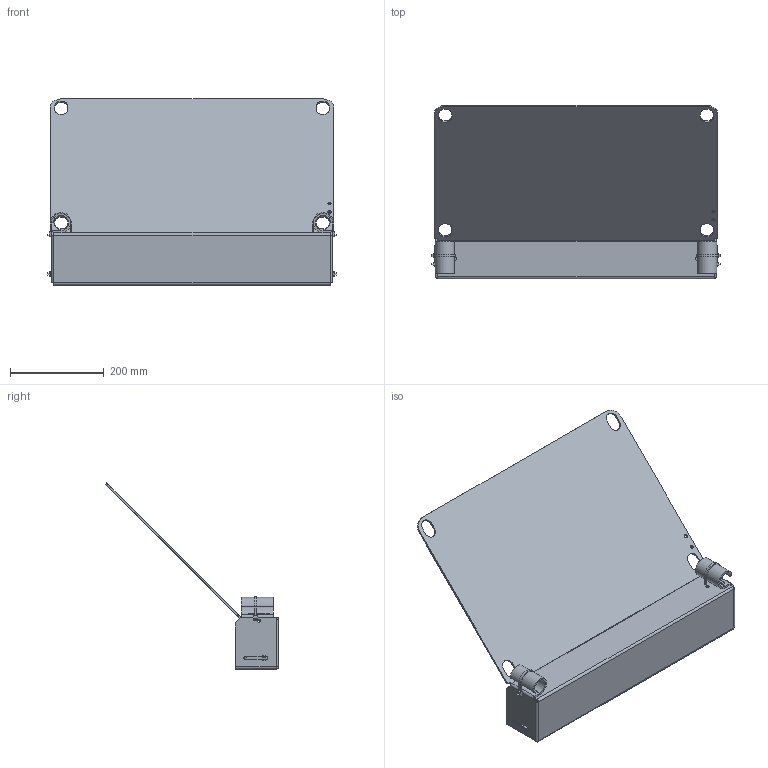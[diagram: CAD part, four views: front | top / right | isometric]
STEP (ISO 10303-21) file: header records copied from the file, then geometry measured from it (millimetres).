
FILE_DESCRIPTION (( 'STEP AP214' ), '1' );
FILE_NAME ('am-4289 Tower Goal Trough.STEP', '2020-09-09T19:26:53', ( '' ), ( '' ), 'SwSTEP 2.0', 'SolidWorks 2019', '' );
FILE_SCHEMA (( 'AUTOMOTIVE_DESIGN' ));
Length unit declared in the file: inch
Products named in the file (4): Trough R3; am-4289 Tower Goal Trough; Trough Pipe Wrap ziptie R2; Trough bottom to side ziptie
Assembly tree (7 placements, depth 2):
  am-4289 Tower Goal Trough
    Trough R3
    Trough bottom to side ziptie  x4
    Trough Pipe Wrap ziptie R2  x2
Bounding box: 617.92 x 369.83 x 397.66 mm (x, y, z)
Volume: 1789527.6 mm3; surface area: 919504 mm2
Topology: 7 solids, 7 shells, 332 faces, 888 edges, 558 vertices
Faces by surface type: plane 200, cylinder 132
Entity records: 7377 total; most frequent: CARTESIAN_POINT 1337, DIRECTION 1271, ORIENTED_EDGE 1194, EDGE_CURVE 597, AXIS2_PLACEMENT_3D 444, LINE 383, VECTOR 383, VERTEX_POINT 366
